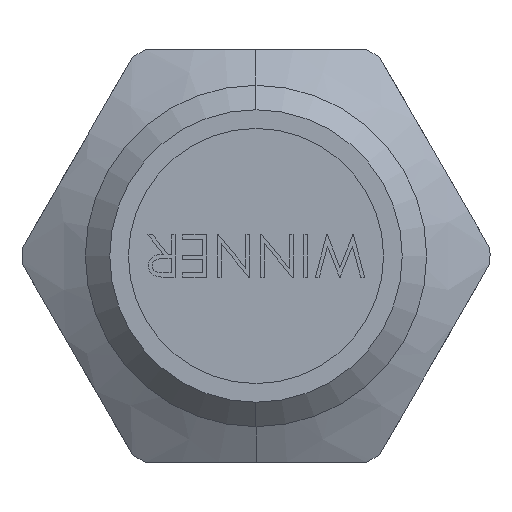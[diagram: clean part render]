
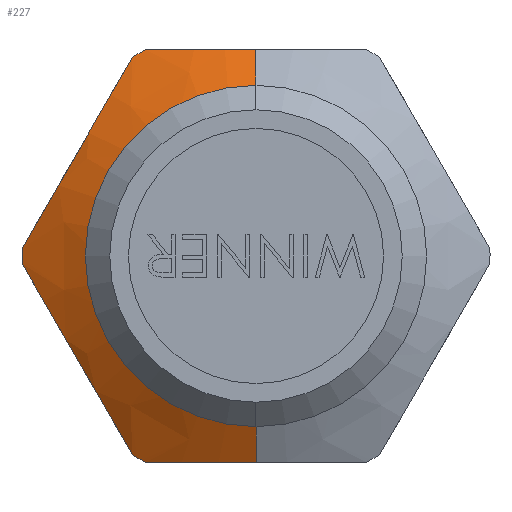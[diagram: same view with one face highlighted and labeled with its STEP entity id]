
A CAD part, left-side view. The second image highlights one B-rep face of the part: STEP entity #227.
In plain terms, the highlighted conical face has half-angle 60 degrees and reference radius 14.4 mm.
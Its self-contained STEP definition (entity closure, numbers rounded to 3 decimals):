
#23 = AXIS2_PLACEMENT_3D ( 'NONE', #6107, #5186, #8114 ) ;
#227 = ADVANCED_FACE ( 'NONE', ( #6487 ), #12171, .T. ) ;
#287 = DIRECTION ( 'NONE',  ( 0.5, 0., -0.866 ) ) ;
#551 = VERTEX_POINT ( 'NONE', #8701 ) ;
#576 = CARTESIAN_POINT ( 'NONE',  ( 13.789, 1.146, -12.7 ) ) ;
#598 = ORIENTED_EDGE ( 'NONE', *, *, #3599, .T. ) ;
#629 = CARTESIAN_POINT ( 'NONE',  ( 12., 0., -9.64 ) ) ;
#750 = CARTESIAN_POINT ( 'NONE',  ( 13.767, 0., 12.7 ) ) ;
#796 = B_SPLINE_CURVE_WITH_KNOTS ( 'NONE', 3,
 ( #6216, #12161, #8364, #876, #7511, #2793, #6424, #750 ),
 .UNSPECIFIED., .F., .F.,
 ( 4, 2, 2, 4 ),
 ( 0.034, 0.037, 0.039, 0.041 ),
 .UNSPECIFIED. ) ;
#876 = CARTESIAN_POINT ( 'NONE',  ( 13.945, 2.871, 12.7 ) ) ;
#993 = AXIS2_PLACEMENT_3D ( 'NONE', #8796, #5814, #1221 ) ;
#1036 = EDGE_CURVE ( 'NONE', #7653, #551, #6488, .T. ) ;
#1065 = CARTESIAN_POINT ( 'NONE',  ( 14.748, 6.787, -12.7 ) ) ;
#1189 = CARTESIAN_POINT ( 'NONE',  ( 13.943, 9.573, 8.819 ) ) ;
#1221 = DIRECTION ( 'NONE',  ( 0., 0., -1. ) ) ;
#1305 = DIRECTION ( 'NONE',  ( 0., 0., 1. ) ) ;
#1354 = CARTESIAN_POINT ( 'NONE',  ( 14.198, 8.722, 10.293 ) ) ;
#1482 = CARTESIAN_POINT ( 'NONE',  ( 14.748, 6.787, 12.7 ) ) ;
#1520 = VERTEX_POINT ( 'NONE', #1527 ) ;
#1527 = CARTESIAN_POINT ( 'NONE',  ( 13.767, 0., -12.7 ) ) ;
#1652 = CARTESIAN_POINT ( 'NONE',  ( 14.748, 0., 14.4 ) ) ;
#1705 = VERTEX_POINT ( 'NONE', #2725 ) ;
#2022 = EDGE_CURVE ( 'NONE', #1705, #2980, #8263, .T. ) ;
#2069 = VERTEX_POINT ( 'NONE', #5518 ) ;
#2250 = B_SPLINE_CURVE_WITH_KNOTS ( 'NONE', 3,
 ( #8093, #9037, #576, #8179, #2541, #4310, #11089, #11917 ),
 .UNSPECIFIED., .F., .F.,
 ( 4, 2, 2, 4 ),
 ( 0.02, 0.022, 0.024, 0.027 ),
 .UNSPECIFIED. ) ;
#2316 = VECTOR ( 'NONE', #5436, 1000. ) ;
#2363 = ORIENTED_EDGE ( 'NONE', *, *, #7252, .T. ) ;
#2420 = ORIENTED_EDGE ( 'NONE', *, *, #3034, .F. ) ;
#2541 = CARTESIAN_POINT ( 'NONE',  ( 13.945, 2.871, -12.7 ) ) ;
#2586 = CARTESIAN_POINT ( 'NONE',  ( 14.446, 8.16, -11.266 ) ) ;
#2725 = CARTESIAN_POINT ( 'NONE',  ( 12., 0., 9.64 ) ) ;
#2729 = EDGE_CURVE ( 'NONE', #12141, #2980, #796, .T. ) ;
#2793 = CARTESIAN_POINT ( 'NONE',  ( 13.789, 1.146, 12.7 ) ) ;
#2980 = VERTEX_POINT ( 'NONE', #4951 ) ;
#3034 = EDGE_CURVE ( 'NONE', #4263, #1520, #11111, .T. ) ;
#3195 = B_SPLINE_CURVE_WITH_KNOTS ( 'NONE', 3,
 ( #10581, #11536, #7907, #9815, #4208, #5061, #11778, #3251, #1189, #1354, #5018, #10828 ),
 .UNSPECIFIED., .F., .F.,
 ( 4, 2, 2, 2, 2, 4 ),
 ( 0., 0.003, 0.007, 0.009, 0.01, 0.014 ),
 .UNSPECIFIED. ) ;
#3251 = CARTESIAN_POINT ( 'NONE',  ( 13.877, 9.858, 8.325 ) ) ;
#3388 = CIRCLE ( 'NONE', #23, 9.64 ) ;
#3599 = EDGE_CURVE ( 'NONE', #2069, #10697, #11103, .T. ) ;
#3686 = CARTESIAN_POINT ( 'NONE',  ( 14.748, 7.605, -12.228 ) ) ;
#4000 = DIRECTION ( 'NONE',  ( -1., 0., 0. ) ) ;
#4208 = CARTESIAN_POINT ( 'NONE',  ( 13.768, 11.583, 5.338 ) ) ;
#4263 = VERTEX_POINT ( 'NONE', #629 ) ;
#4310 = CARTESIAN_POINT ( 'NONE',  ( 14.202, 4.574, -12.7 ) ) ;
#4478 = CARTESIAN_POINT ( 'NONE',  ( 13.768, 10.414, -7.362 ) ) ;
#4516 = CARTESIAN_POINT ( 'NONE',  ( 13.788, 11.565, -5.369 ) ) ;
#4555 = CARTESIAN_POINT ( 'NONE',  ( 13.766, 11.275, -5.87 ) ) ;
#4596 = CARTESIAN_POINT ( 'NONE',  ( 13.877, 12.139, -4.375 ) ) ;
#4773 = ORIENTED_EDGE ( 'NONE', *, *, #2022, .T. ) ;
#4943 = ORIENTED_EDGE ( 'NONE', *, *, #8858, .F. ) ;
#4951 = CARTESIAN_POINT ( 'NONE',  ( 13.767, 0., 12.7 ) ) ;
#5018 = CARTESIAN_POINT ( 'NONE',  ( 14.445, 8.161, 11.265 ) ) ;
#5060 = CARTESIAN_POINT ( 'NONE',  ( 14.748, 7.605, 12.228 ) ) ;
#5061 = CARTESIAN_POINT ( 'NONE',  ( 13.766, 10.722, 6.83 ) ) ;
#5186 = DIRECTION ( 'NONE',  ( -1., 0., 0. ) ) ;
#5361 = DIRECTION ( 'NONE',  ( 0., 0., 1. ) ) ;
#5436 = DIRECTION ( 'NONE',  ( 0.5, 0., 0.866 ) ) ;
#5518 = CARTESIAN_POINT ( 'NONE',  ( 14.748, 7.605, -12.228 ) ) ;
#5545 = CARTESIAN_POINT ( 'NONE',  ( 14.198, 13.275, -2.407 ) ) ;
#5814 = DIRECTION ( 'NONE',  ( 1., 0., 0. ) ) ;
#5976 = CARTESIAN_POINT ( 'NONE',  ( 14.748, 0., 0. ) ) ;
#6107 = CARTESIAN_POINT ( 'NONE',  ( 12., 0., 0. ) ) ;
#6216 = CARTESIAN_POINT ( 'NONE',  ( 14.748, 6.787, 12.7 ) ) ;
#6267 = EDGE_CURVE ( 'NONE', #2069, #551, #8539, .T. ) ;
#6424 = CARTESIAN_POINT ( 'NONE',  ( 13.767, 0.572, 12.7 ) ) ;
#6487 = FACE_OUTER_BOUND ( 'NONE', #7620, .T. ) ;
#6488 = CIRCLE ( 'NONE', #10339, 14.4 ) ;
#6868 = ORIENTED_EDGE ( 'NONE', *, *, #2729, .F. ) ;
#7252 = EDGE_CURVE ( 'NONE', #12141, #11303, #8494, .T. ) ;
#7429 = ORIENTED_EDGE ( 'NONE', *, *, #11005, .F. ) ;
#7492 = AXIS2_PLACEMENT_3D ( 'NONE', #5976, #4000, #1305 ) ;
#7508 = CARTESIAN_POINT ( 'NONE',  ( 14.199, 8.719, -10.298 ) ) ;
#7511 = CARTESIAN_POINT ( 'NONE',  ( 13.878, 2.296, 12.7 ) ) ;
#7620 = EDGE_LOOP ( 'NONE', ( #7429, #4773, #6868, #2363, #8913, #11200, #8861, #598, #4943, #2420 ) ) ;
#7653 = VERTEX_POINT ( 'NONE', #8807 ) ;
#7907 = CARTESIAN_POINT ( 'NONE',  ( 14.199, 13.278, 2.402 ) ) ;
#8093 = CARTESIAN_POINT ( 'NONE',  ( 13.767, 0., -12.7 ) ) ;
#8114 = DIRECTION ( 'NONE',  ( 0., 0., 1. ) ) ;
#8179 = CARTESIAN_POINT ( 'NONE',  ( 13.878, 2.296, -12.7 ) ) ;
#8217 = DIRECTION ( 'NONE',  ( -1., 0., 0. ) ) ;
#8263 = LINE ( 'NONE', #1652, #2316 ) ;
#8364 = CARTESIAN_POINT ( 'NONE',  ( 14.202, 4.574, 12.7 ) ) ;
#8494 = CIRCLE ( 'NONE', #7492, 14.4 ) ;
#8539 = B_SPLINE_CURVE_WITH_KNOTS ( 'NONE', 3,
 ( #3686, #2586, #7508, #9250, #4478, #4555, #4516, #4596, #11302, #5545, #11172, #10225 ),
 .UNSPECIFIED., .F., .F.,
 ( 4, 2, 2, 2, 2, 4 ),
 ( 0., 0.003, 0.007, 0.009, 0.01, 0.014 ),
 .UNSPECIFIED. ) ;
#8563 = VECTOR ( 'NONE', #287, 1000. ) ;
#8701 = CARTESIAN_POINT ( 'NONE',  ( 14.748, 14.392, -0.472 ) ) ;
#8796 = CARTESIAN_POINT ( 'NONE',  ( 14.748, 0., 0. ) ) ;
#8807 = CARTESIAN_POINT ( 'NONE',  ( 14.748, 14.392, 0.472 ) ) ;
#8858 = EDGE_CURVE ( 'NONE', #1520, #10697, #2250, .T. ) ;
#8861 = ORIENTED_EDGE ( 'NONE', *, *, #6267, .F. ) ;
#8913 = ORIENTED_EDGE ( 'NONE', *, *, #8929, .F. ) ;
#8929 = EDGE_CURVE ( 'NONE', #7653, #11303, #3195, .T. ) ;
#8934 = CARTESIAN_POINT ( 'NONE',  ( 14.748, 0., 0. ) ) ;
#9037 = CARTESIAN_POINT ( 'NONE',  ( 13.767, 0.572, -12.7 ) ) ;
#9233 = CARTESIAN_POINT ( 'NONE',  ( 14.748, 0., 0. ) ) ;
#9250 = CARTESIAN_POINT ( 'NONE',  ( 13.86, 9.846, -8.346 ) ) ;
#9793 = CARTESIAN_POINT ( 'NONE',  ( 14.748, 0., -14.4 ) ) ;
#9815 = CARTESIAN_POINT ( 'NONE',  ( 13.86, 12.151, 4.354 ) ) ;
#10201 = AXIS2_PLACEMENT_3D ( 'NONE', #8934, #11853, #10830 ) ;
#10225 = CARTESIAN_POINT ( 'NONE',  ( 14.748, 14.392, -0.472 ) ) ;
#10339 = AXIS2_PLACEMENT_3D ( 'NONE', #9233, #8217, #5361 ) ;
#10581 = CARTESIAN_POINT ( 'NONE',  ( 14.748, 14.392, 0.472 ) ) ;
#10697 = VERTEX_POINT ( 'NONE', #1065 ) ;
#10828 = CARTESIAN_POINT ( 'NONE',  ( 14.748, 7.605, 12.228 ) ) ;
#10830 = DIRECTION ( 'NONE',  ( 0., 0., 1. ) ) ;
#11005 = EDGE_CURVE ( 'NONE', #1705, #4263, #3388, .T. ) ;
#11089 = CARTESIAN_POINT ( 'NONE',  ( 14.449, 5.688, -12.7 ) ) ;
#11103 = CIRCLE ( 'NONE', #10201, 14.4 ) ;
#11111 = LINE ( 'NONE', #9793, #8563 ) ;
#11172 = CARTESIAN_POINT ( 'NONE',  ( 14.445, 13.836, -1.435 ) ) ;
#11200 = ORIENTED_EDGE ( 'NONE', *, *, #1036, .T. ) ;
#11302 = CARTESIAN_POINT ( 'NONE',  ( 13.943, 12.424, -3.881 ) ) ;
#11303 = VERTEX_POINT ( 'NONE', #5060 ) ;
#11536 = CARTESIAN_POINT ( 'NONE',  ( 14.446, 13.837, 1.434 ) ) ;
#11778 = CARTESIAN_POINT ( 'NONE',  ( 13.788, 10.432, 7.331 ) ) ;
#11853 = DIRECTION ( 'NONE',  ( -1., 0., 0. ) ) ;
#11917 = CARTESIAN_POINT ( 'NONE',  ( 14.748, 6.787, -12.7 ) ) ;
#12141 = VERTEX_POINT ( 'NONE', #1482 ) ;
#12161 = CARTESIAN_POINT ( 'NONE',  ( 14.449, 5.688, 12.7 ) ) ;
#12171 = CONICAL_SURFACE ( 'NONE', #993, 14.4, 1.047 ) ;
